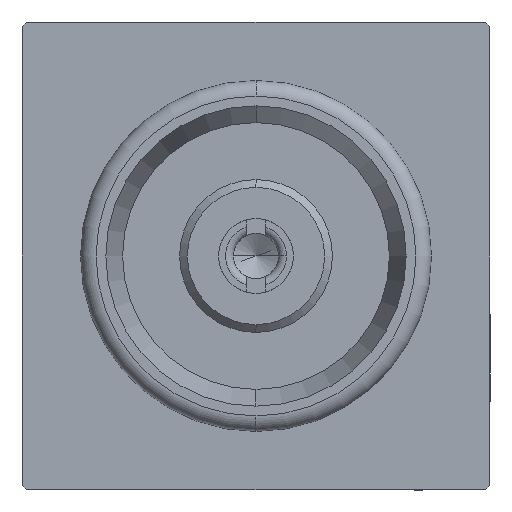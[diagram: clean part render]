
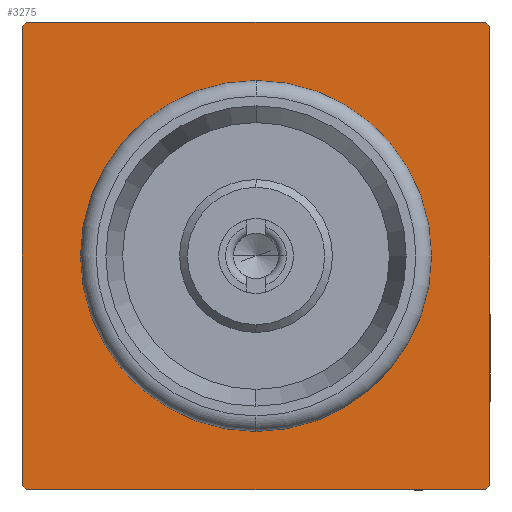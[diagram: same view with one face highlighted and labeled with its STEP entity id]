
A CAD part, left-side view. The second image highlights one B-rep face of the part: STEP entity #3275.
In plain terms, the highlighted planar face has unit normal (-1, 0, 0).
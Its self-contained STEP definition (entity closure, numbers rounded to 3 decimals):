
#15 = EDGE_CURVE ( 'NONE', #2498, #1782, #1602, .T. ) ;
#31 = ORIENTED_EDGE ( 'NONE', *, *, #987, .F. ) ;
#112 = DIRECTION ( 'NONE',  ( -1., 0., 0. ) ) ;
#124 = EDGE_CURVE ( 'NONE', #1782, #2498, #3490, .T. ) ;
#160 = DIRECTION ( 'NONE',  ( 0., 0., -1. ) ) ;
#282 = EDGE_CURVE ( 'NONE', #2447, #3047, #2830, .T. ) ;
#299 = CARTESIAN_POINT ( 'NONE',  ( 4.45, 0., 0. ) ) ;
#353 = CARTESIAN_POINT ( 'NONE',  ( 4.45, 0., 2.25 ) ) ;
#401 = AXIS2_PLACEMENT_3D ( 'NONE', #299, #2279, #583 ) ;
#442 = VECTOR ( 'NONE', #3499, 1000. ) ;
#443 = EDGE_LOOP ( 'NONE', ( #3375, #2609, #31, #3255, #1130, #744, #2872, #2393 ) ) ;
#459 = CIRCLE ( 'NONE', #2591, 4.2 ) ;
#477 = CARTESIAN_POINT ( 'NONE',  ( 4.45, 3., 0. ) ) ;
#486 = CARTESIAN_POINT ( 'NONE',  ( 4.45, 0., 0. ) ) ;
#583 = DIRECTION ( 'NONE',  ( 0., 0., 1. ) ) ;
#629 = DIRECTION ( 'NONE',  ( -1., 0., 0. ) ) ;
#657 = DIRECTION ( 'NONE',  ( -1., 0., 0. ) ) ;
#744 = ORIENTED_EDGE ( 'NONE', *, *, #282, .T. ) ;
#769 = DIRECTION ( 'NONE',  ( 0., 0., 1. ) ) ;
#779 = DIRECTION ( 'NONE',  ( 0., 0., 1. ) ) ;
#837 = CARTESIAN_POINT ( 'NONE',  ( 4.45, 0., 0. ) ) ;
#960 = AXIS2_PLACEMENT_3D ( 'NONE', #1824, #112, #2100 ) ;
#981 = LINE ( 'NONE', #2780, #3232 ) ;
#987 = EDGE_CURVE ( 'NONE', #1107, #2611, #1949, .T. ) ;
#1040 = VERTEX_POINT ( 'NONE', #2761 ) ;
#1099 = DIRECTION ( 'NONE',  ( 0., 1., 0. ) ) ;
#1107 = VERTEX_POINT ( 'NONE', #1652 ) ;
#1122 = DIRECTION ( 'NONE',  ( 0., 0., 1. ) ) ;
#1130 = ORIENTED_EDGE ( 'NONE', *, *, #3254, .F. ) ;
#1226 = EDGE_LOOP ( 'NONE', ( #2958, #1839 ) ) ;
#1252 = CARTESIAN_POINT ( 'NONE',  ( 4.45, 2.25, 3. ) ) ;
#1331 = CARTESIAN_POINT ( 'NONE',  ( 4.45, 3., -2.939 ) ) ;
#1364 = AXIS2_PLACEMENT_3D ( 'NONE', #837, #2797, #1122 ) ;
#1434 = EDGE_CURVE ( 'NONE', #1040, #2053, #981, .T. ) ;
#1554 = DIRECTION ( 'NONE',  ( 0., -1., 0. ) ) ;
#1588 = LINE ( 'NONE', #477, #2258 ) ;
#1602 = CIRCLE ( 'NONE', #2388, 2.25 ) ;
#1652 = CARTESIAN_POINT ( 'NONE',  ( 4.45, -3., 2.939 ) ) ;
#1782 = VERTEX_POINT ( 'NONE', #2457 ) ;
#1795 = CARTESIAN_POINT ( 'NONE',  ( 4.45, -3., 0. ) ) ;
#1797 = CARTESIAN_POINT ( 'NONE',  ( 4.45, -3., -2.939 ) ) ;
#1824 = CARTESIAN_POINT ( 'NONE',  ( 4.45, 0., 0. ) ) ;
#1839 = ORIENTED_EDGE ( 'NONE', *, *, #124, .F. ) ;
#1872 = DIRECTION ( 'NONE',  ( 1., 0., 0. ) ) ;
#1875 = CIRCLE ( 'NONE', #2237, 4.2 ) ;
#1939 = FACE_BOUND ( 'NONE', #1226, .T. ) ;
#1949 = LINE ( 'NONE', #1795, #442 ) ;
#2010 = CARTESIAN_POINT ( 'NONE',  ( 4.45, 3., 2.939 ) ) ;
#2053 = VERTEX_POINT ( 'NONE', #2654 ) ;
#2100 = DIRECTION ( 'NONE',  ( 0., 0., 1. ) ) ;
#2237 = AXIS2_PLACEMENT_3D ( 'NONE', #2349, #657, #2618 ) ;
#2258 = VECTOR ( 'NONE', #769, 1000. ) ;
#2279 = DIRECTION ( 'NONE',  ( -1., 0., 0. ) ) ;
#2317 = CARTESIAN_POINT ( 'NONE',  ( 4.45, 0., 0. ) ) ;
#2349 = CARTESIAN_POINT ( 'NONE',  ( 4.45, 0., 0. ) ) ;
#2388 = AXIS2_PLACEMENT_3D ( 'NONE', #2317, #629, #2594 ) ;
#2393 = ORIENTED_EDGE ( 'NONE', *, *, #2655, .T. ) ;
#2428 = PLANE ( 'NONE',  #2680 ) ;
#2447 = VERTEX_POINT ( 'NONE', #3457 ) ;
#2457 = CARTESIAN_POINT ( 'NONE',  ( 4.45, 0., -2.25 ) ) ;
#2465 = DIRECTION ( 'NONE',  ( -1., 0., 0. ) ) ;
#2476 = LINE ( 'NONE', #1252, #3230 ) ;
#2498 = VERTEX_POINT ( 'NONE', #353 ) ;
#2564 = EDGE_CURVE ( 'NONE', #1107, #2691, #1875, .T. ) ;
#2591 = AXIS2_PLACEMENT_3D ( 'NONE', #486, #2465, #779 ) ;
#2594 = DIRECTION ( 'NONE',  ( 0., 0., 1. ) ) ;
#2601 = FACE_OUTER_BOUND ( 'NONE', #443, .T. ) ;
#2609 = ORIENTED_EDGE ( 'NONE', *, *, #2736, .T. ) ;
#2611 = VERTEX_POINT ( 'NONE', #1797 ) ;
#2618 = DIRECTION ( 'NONE',  ( 0., 0., 1. ) ) ;
#2654 = CARTESIAN_POINT ( 'NONE',  ( 4.45, 2.939, -3. ) ) ;
#2655 = EDGE_CURVE ( 'NONE', #3393, #2053, #3334, .T. ) ;
#2680 = AXIS2_PLACEMENT_3D ( 'NONE', #3567, #1872, #160 ) ;
#2691 = VERTEX_POINT ( 'NONE', #2989 ) ;
#2736 = EDGE_CURVE ( 'NONE', #1040, #2611, #459, .T. ) ;
#2761 = CARTESIAN_POINT ( 'NONE',  ( 4.45, -2.939, -3. ) ) ;
#2780 = CARTESIAN_POINT ( 'NONE',  ( 4.45, 2.25, -3. ) ) ;
#2797 = DIRECTION ( 'NONE',  ( -1., 0., 0. ) ) ;
#2830 = CIRCLE ( 'NONE', #401, 4.2 ) ;
#2872 = ORIENTED_EDGE ( 'NONE', *, *, #3362, .F. ) ;
#2958 = ORIENTED_EDGE ( 'NONE', *, *, #15, .F. ) ;
#2989 = CARTESIAN_POINT ( 'NONE',  ( 4.45, -2.939, 3. ) ) ;
#3047 = VERTEX_POINT ( 'NONE', #2010 ) ;
#3230 = VECTOR ( 'NONE', #1554, 1000. ) ;
#3232 = VECTOR ( 'NONE', #1099, 1000. ) ;
#3254 = EDGE_CURVE ( 'NONE', #2447, #2691, #2476, .T. ) ;
#3255 = ORIENTED_EDGE ( 'NONE', *, *, #2564, .T. ) ;
#3275 = ADVANCED_FACE ( 'NONE', ( #1939, #2601 ), #2428, .F. ) ;
#3334 = CIRCLE ( 'NONE', #960, 4.2 ) ;
#3362 = EDGE_CURVE ( 'NONE', #3393, #3047, #1588, .T. ) ;
#3375 = ORIENTED_EDGE ( 'NONE', *, *, #1434, .F. ) ;
#3393 = VERTEX_POINT ( 'NONE', #1331 ) ;
#3457 = CARTESIAN_POINT ( 'NONE',  ( 4.45, 2.939, 3. ) ) ;
#3490 = CIRCLE ( 'NONE', #1364, 2.25 ) ;
#3499 = DIRECTION ( 'NONE',  ( 0., 0., -1. ) ) ;
#3567 = CARTESIAN_POINT ( 'NONE',  ( 4.45, 2.25, 0. ) ) ;
